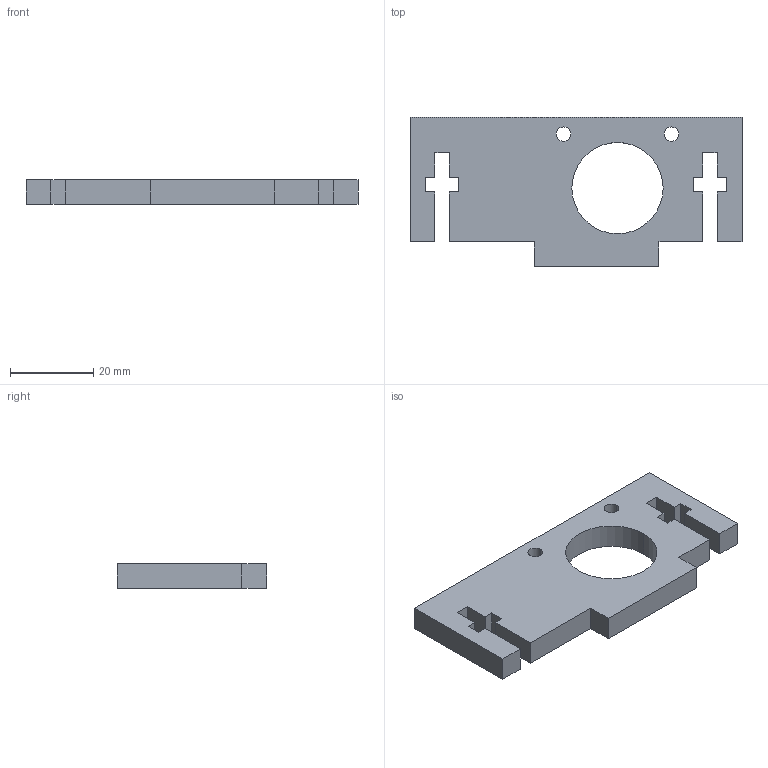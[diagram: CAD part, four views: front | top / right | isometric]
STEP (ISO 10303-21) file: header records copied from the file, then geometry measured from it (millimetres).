
FILE_DESCRIPTION (( 'STEP AP214' ), '1' );
FILE_NAME ('Principle_Support_Pulley.STEP', '2020-12-23T15:44:47', ( '' ), ( '' ), 'SwSTEP 2.0', 'SolidWorks 2020', '' );
FILE_SCHEMA (( 'AUTOMOTIVE_DESIGN' ));
Length unit declared in the file: millimetre
Products named in the file (1): Principle_Support_Pulley
Bounding box: 80 x 36 x 6 mm (x, y, z)
Volume: 11991.8 mm3; surface area: 6559.9 mm2
Topology: 1 solids, 1 shells, 40 faces, 114 edges, 76 vertices
Faces by surface type: plane 34, cylinder 6
Entity records: 1336 total; most frequent: CARTESIAN_POINT 231, ORIENTED_EDGE 228, DIRECTION 208, EDGE_CURVE 114, LINE 102, VECTOR 102, VERTEX_POINT 76, AXIS2_PLACEMENT_3D 53
